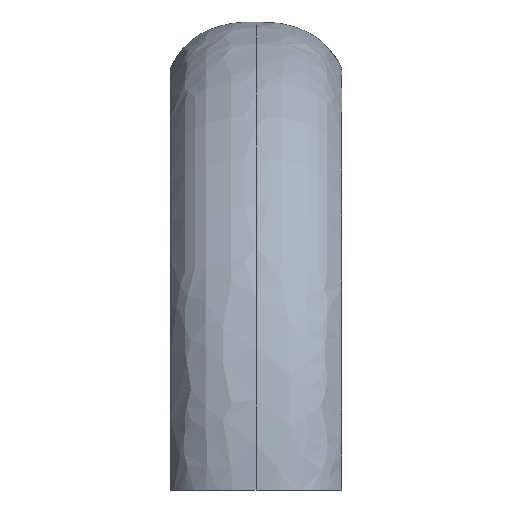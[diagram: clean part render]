
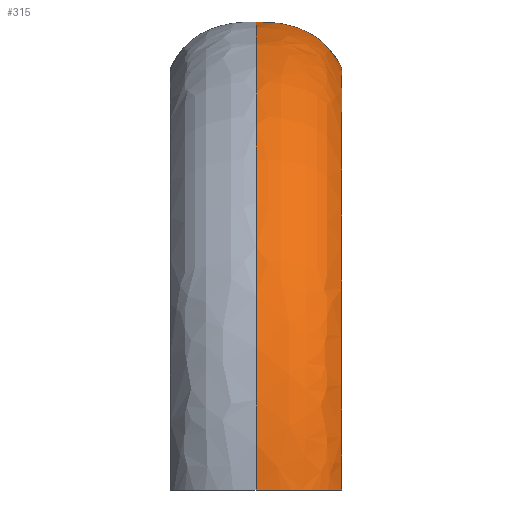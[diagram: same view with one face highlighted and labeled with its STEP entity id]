
A CAD part, left-side view. The second image highlights one B-rep face of the part: STEP entity #315.
In plain terms, the highlighted free-form (B-spline) face has degree [3, 3] with [9, 4] control points.
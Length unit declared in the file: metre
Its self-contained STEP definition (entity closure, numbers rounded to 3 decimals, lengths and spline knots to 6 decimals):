
#12=(
BOUNDED_SURFACE()
B_SPLINE_SURFACE(3,3,((#640,#641,#642,#643),(#644,#645,#646,#647),(#648,
#649,#650,#651),(#652,#653,#654,#655),(#656,#657,#658,#659),(#660,#661,
#662,#663),(#664,#665,#666,#667),(#668,#669,#670,#671),(#672,#673,#674,
#675)),.SURF_OF_REVOLUTION.,.F.,.F.,.F.)
B_SPLINE_SURFACE_WITH_KNOTS((4,1,1,1,1,1,4),(4,4),(0.319117,0.489338,
0.574448,0.659559,0.829779,0.91489,
1.),(0.,1.),.UNSPECIFIED.)
GEOMETRIC_REPRESENTATION_ITEM()
RATIONAL_B_SPLINE_SURFACE(((1.,0.8,0.8,1.),
(1.,0.8,0.8,1.),(1.,0.8,0.8,
1.),(1.,0.8,0.8,1.),(1.,0.8,0.8,
1.),(1.,0.8,0.8,1.),(1.,0.8,0.8,
1.),(1.,0.8,0.8,1.),(1.,0.8,0.8,
1.)))
REPRESENTATION_ITEM('')
SURFACE()
);
#35=B_SPLINE_CURVE_WITH_KNOTS('',3,(#478,#479,#480,#481,#482,#483,#484,
#485,#486,#487,#488,#489,#490,#491,#492,#493,#494,#495,#496,#497,#498,#499,
#500,#501,#502,#503,#504),.UNSPECIFIED.,.F.,.F.,(4,1,1,1,1,1,1,1,1,1,1,
1,1,1,1,1,1,1,1,1,1,1,1,1,4),(0.,0.125,0.25,0.375,0.4375,0.46875,0.5,0.53125,
0.5625,0.625,0.6875,0.71875,0.75,0.78125,0.8125,0.84375,0.859375,0.867188,
0.875,0.882813,0.890625,0.90625,0.9375,0.96875,1.),.UNSPECIFIED.);
#38=B_SPLINE_CURVE_WITH_KNOTS('',3,(#585,#586,#587,#588,#589,#590,#591,
#592,#593,#594,#595,#596,#597,#598,#599,#600,#601,#602,#603,#604,#605,#606,
#607,#608,#609,#610,#611),.UNSPECIFIED.,.F.,.F.,(4,1,1,1,1,1,1,1,1,1,1,
1,1,1,1,1,1,1,1,1,1,1,1,1,4),(0.,0.03125,0.0625,0.09375,0.109375,0.117188,
0.125,0.132813,0.140625,0.15625,0.1875,0.21875,0.25,0.28125,0.3125,0.375,
0.4375,0.46875,0.5,0.53125,0.5625,0.625,0.75,0.875,1.),.UNSPECIFIED.);
#40=B_SPLINE_CURVE_WITH_KNOTS('',3,(#633,#634,#635,#636,#637,#638,#639),
 .UNSPECIFIED.,.F.,.F.,(4,1,1,1,4),(0.,0.25,0.5,0.75,1.),.UNSPECIFIED.);
#41=B_SPLINE_CURVE_WITH_KNOTS('',3,(#676,#677,#678,#679,#680,#681,#682),
 .UNSPECIFIED.,.F.,.F.,(4,1,1,1,4),(0.,0.25,0.5,0.75,1.),.UNSPECIFIED.);
#72=ORIENTED_EDGE('',*,*,#157,.F.);
#73=ORIENTED_EDGE('',*,*,#148,.F.);
#74=ORIENTED_EDGE('',*,*,#158,.F.);
#75=ORIENTED_EDGE('',*,*,#134,.F.);
#134=EDGE_CURVE('',#179,#180,#35,.T.);
#148=EDGE_CURVE('',#193,#194,#38,.T.);
#157=EDGE_CURVE('',#194,#179,#40,.T.);
#158=EDGE_CURVE('',#180,#193,#41,.F.);
#179=VERTEX_POINT('',#477);
#180=VERTEX_POINT('',#505);
#193=VERTEX_POINT('',#584);
#194=VERTEX_POINT('',#612);
#265=EDGE_LOOP('',(#72,#73,#74,#75));
#286=FACE_BOUND('',#265,.T.);
#315=ADVANCED_FACE('',(#286),#12,.F.);
#477=CARTESIAN_POINT('',(-0.241865,-0.027495,0.));
#478=CARTESIAN_POINT('',(-0.241865,-0.027495,0.));
#479=CARTESIAN_POINT('',(-0.243213,-0.026915,0.));
#480=CARTESIAN_POINT('',(-0.24573,-0.025581,0.));
#481=CARTESIAN_POINT('',(-0.24895,-0.023077,0.));
#482=CARTESIAN_POINT('',(-0.251213,-0.020519,0.));
#483=CARTESIAN_POINT('',(-0.252571,-0.018474,0.));
#484=CARTESIAN_POINT('',(-0.253277,-0.017246,0.));
#485=CARTESIAN_POINT('',(-0.253789,-0.016256,0.));
#486=CARTESIAN_POINT('',(-0.254209,-0.015358,0.));
#487=CARTESIAN_POINT('',(-0.254747,-0.014096,0.));
#488=CARTESIAN_POINT('',(-0.255329,-0.012485,0.));
#489=CARTESIAN_POINT('',(-0.255805,-0.010798,0.));
#490=CARTESIAN_POINT('',(-0.256117,-0.009423,0.));
#491=CARTESIAN_POINT('',(-0.256324,-0.008337,0.));
#492=CARTESIAN_POINT('',(-0.256477,-0.007367,0.));
#493=CARTESIAN_POINT('',(-0.256609,-0.00633,0.));
#494=CARTESIAN_POINT('',(-0.256694,-0.005456,0.));
#495=CARTESIAN_POINT('',(-0.256742,-0.004822,0.));
#496=CARTESIAN_POINT('',(-0.256765,-0.00447,0.));
#497=CARTESIAN_POINT('',(-0.256783,-0.004166,0.));
#498=CARTESIAN_POINT('',(-0.256791,-0.004008,0.));
#499=CARTESIAN_POINT('',(-0.256804,-0.003731,0.));
#500=CARTESIAN_POINT('',(-0.256824,-0.003238,0.));
#501=CARTESIAN_POINT('',(-0.256845,-0.002425,0.));
#502=CARTESIAN_POINT('',(-0.256861,-0.001302,0.));
#503=CARTESIAN_POINT('',(-0.256864,-0.000451,0.));
#504=CARTESIAN_POINT('',(-0.256864,0.,0.));
#505=CARTESIAN_POINT('',(-0.256864,0.,0.));
#584=CARTESIAN_POINT('',(-0.106865,0.,0.149999));
#585=CARTESIAN_POINT('',(-0.106865,0.,0.149999));
#586=CARTESIAN_POINT('',(-0.106865,-0.000449,0.149999));
#587=CARTESIAN_POINT('',(-0.106865,-0.001297,0.149996));
#588=CARTESIAN_POINT('',(-0.106865,-0.002415,0.149981));
#589=CARTESIAN_POINT('',(-0.106865,-0.003225,0.149959));
#590=CARTESIAN_POINT('',(-0.106865,-0.003716,0.14994));
#591=CARTESIAN_POINT('',(-0.106865,-0.003992,0.149927));
#592=CARTESIAN_POINT('',(-0.106865,-0.004149,0.149919));
#593=CARTESIAN_POINT('',(-0.106865,-0.004451,0.149902));
#594=CARTESIAN_POINT('',(-0.106865,-0.0048,0.149879));
#595=CARTESIAN_POINT('',(-0.106865,-0.005428,0.149831));
#596=CARTESIAN_POINT('',(-0.106865,-0.006294,0.149748));
#597=CARTESIAN_POINT('',(-0.106865,-0.007324,0.149618));
#598=CARTESIAN_POINT('',(-0.106865,-0.008282,0.149469));
#599=CARTESIAN_POINT('',(-0.106865,-0.009376,0.149262));
#600=CARTESIAN_POINT('',(-0.106865,-0.010754,0.148951));
#601=CARTESIAN_POINT('',(-0.106865,-0.012448,0.148476));
#602=CARTESIAN_POINT('',(-0.106865,-0.014066,0.147894));
#603=CARTESIAN_POINT('',(-0.106865,-0.015332,0.147356));
#604=CARTESIAN_POINT('',(-0.106865,-0.016234,0.146934));
#605=CARTESIAN_POINT('',(-0.106865,-0.017223,0.146424));
#606=CARTESIAN_POINT('',(-0.106865,-0.018452,0.145719));
#607=CARTESIAN_POINT('',(-0.106865,-0.020499,0.144364));
#608=CARTESIAN_POINT('',(-0.106865,-0.023056,0.142107));
#609=CARTESIAN_POINT('',(-0.106865,-0.025575,0.138877));
#610=CARTESIAN_POINT('',(-0.106865,-0.026913,0.136353));
#611=CARTESIAN_POINT('',(-0.106865,-0.027495,0.135));
#612=CARTESIAN_POINT('',(-0.106865,-0.027495,0.135));
#633=CARTESIAN_POINT('',(-0.106865,-0.027495,0.135));
#634=CARTESIAN_POINT('',(-0.124537,-0.027495,0.135));
#635=CARTESIAN_POINT('',(-0.159871,-0.027495,0.127971));
#636=CARTESIAN_POINT('',(-0.20481,-0.027495,0.097945));
#637=CARTESIAN_POINT('',(-0.234836,-0.027495,0.053006));
#638=CARTESIAN_POINT('',(-0.241865,-0.027495,0.017671));
#639=CARTESIAN_POINT('',(-0.241865,-0.027495,0.));
#640=CARTESIAN_POINT('',(-0.24186,-0.027495,-0.001272));
#641=CARTESIAN_POINT('',(-0.242616,-0.027495,0.078993));
#642=CARTESIAN_POINT('',(-0.185858,-0.027495,0.135751));
#643=CARTESIAN_POINT('',(-0.105593,-0.027495,0.134995));
#644=CARTESIAN_POINT('',(-0.2445,-0.026359,-0.001297));
#645=CARTESIAN_POINT('',(-0.245272,-0.026359,0.080538));
#646=CARTESIAN_POINT('',(-0.187403,-0.026359,0.138407));
#647=CARTESIAN_POINT('',(-0.105568,-0.026359,0.137635));
#648=CARTESIAN_POINT('',(-0.248163,-0.024033,-0.001332));
#649=CARTESIAN_POINT('',(-0.248955,-0.024033,0.082681));
#650=CARTESIAN_POINT('',(-0.189546,-0.024033,0.142089));
#651=CARTESIAN_POINT('',(-0.105533,-0.024033,0.141298));
#652=CARTESIAN_POINT('',(-0.251838,-0.019765,-0.001366));
#653=CARTESIAN_POINT('',(-0.252651,-0.019765,0.084832));
#654=CARTESIAN_POINT('',(-0.191697,-0.019765,0.145786));
#655=CARTESIAN_POINT('',(-0.105499,-0.019765,0.144973));
#656=CARTESIAN_POINT('',(-0.254738,-0.014794,-0.001394));
#657=CARTESIAN_POINT('',(-0.255567,-0.014794,0.086529));
#658=CARTESIAN_POINT('',(-0.193394,-0.014794,0.148702));
#659=CARTESIAN_POINT('',(-0.105471,-0.014794,0.147873));
#660=CARTESIAN_POINT('',(-0.256361,-0.009195,-0.001409));
#661=CARTESIAN_POINT('',(-0.257199,-0.009195,0.087478));
#662=CARTESIAN_POINT('',(-0.194343,-0.009195,0.150333));
#663=CARTESIAN_POINT('',(-0.105456,-0.009195,0.149496));
#664=CARTESIAN_POINT('',(-0.256852,-0.003838,-0.001414));
#665=CARTESIAN_POINT('',(-0.257693,-0.003838,0.087766));
#666=CARTESIAN_POINT('',(-0.194631,-0.003838,0.150828));
#667=CARTESIAN_POINT('',(-0.105451,-0.003838,0.149987));
#668=CARTESIAN_POINT('',(-0.256858,-0.001277,-0.001414));
#669=CARTESIAN_POINT('',(-0.257699,-0.001277,0.087769));
#670=CARTESIAN_POINT('',(-0.194634,-0.001277,0.150834));
#671=CARTESIAN_POINT('',(-0.105451,-0.001277,0.149993));
#672=CARTESIAN_POINT('',(-0.256858,0.,-0.001414));
#673=CARTESIAN_POINT('',(-0.257699,0.,0.087769));
#674=CARTESIAN_POINT('',(-0.194634,0.,0.150834));
#675=CARTESIAN_POINT('',(-0.105451,0.,0.149993));
#676=CARTESIAN_POINT('',(-0.106865,0.,0.15));
#677=CARTESIAN_POINT('',(-0.1265,0.,0.15));
#678=CARTESIAN_POINT('',(-0.165761,0.,0.14219));
#679=CARTESIAN_POINT('',(-0.215693,0.,0.108828));
#680=CARTESIAN_POINT('',(-0.249055,0.,0.058896));
#681=CARTESIAN_POINT('',(-0.256865,0.,0.019635));
#682=CARTESIAN_POINT('',(-0.256865,0.,0.));
